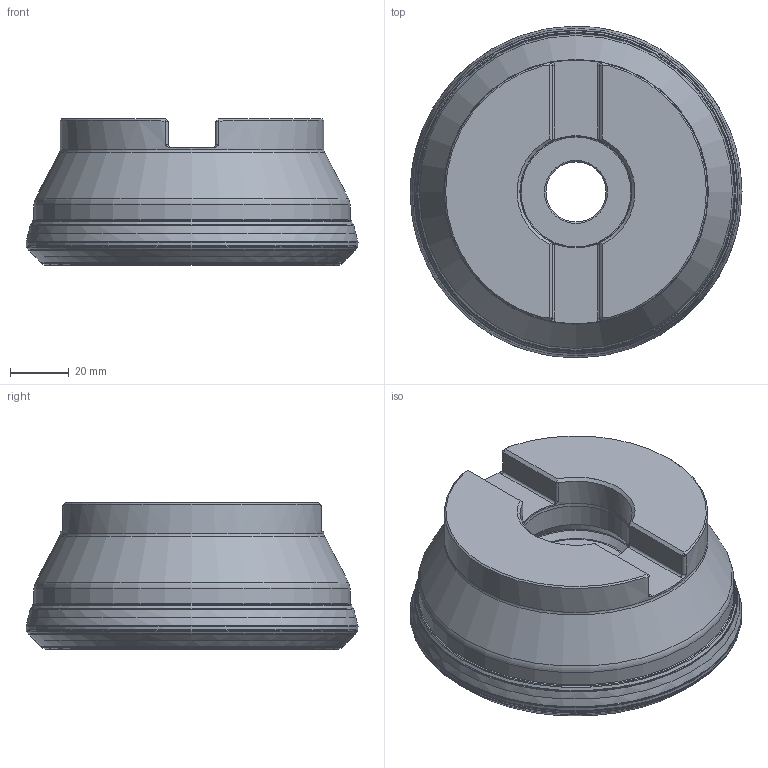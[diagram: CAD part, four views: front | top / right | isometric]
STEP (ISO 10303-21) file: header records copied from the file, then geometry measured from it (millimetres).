
FILE_DESCRIPTION(/* description */ (''),/* implementation_level */ '2;1');
FILE_NAME(/* name */ '400A10R_IS45HN09C_CF_115010760ndi000_00_SIM.stp',/* time_stamp */ '2020-01-15T09:16:05+01:00',/* author */ (''),/* organization */ (''),/* preprocessor_version */ 'ST-DEVELOPER v16.7',/* originating_system */ 'SIEMENS PLM Software NX 12.0',/* authorisation */ '');
FILE_SCHEMA (('AUTOMOTIVE_DESIGN { 1 0 10303 214 3 1 1 1 }'));
Length unit declared in the file: millimetre
Products named in the file (1): hc7206989FFA4xfv
Bounding box: 113.34 x 113.34 x 50 mm (x, y, z)
Volume: 399553.2 mm3; surface area: 51324.7 mm2
Topology: 2 solids, 2 shells, 160 faces, 368 edges, 206 vertices
Faces by surface type: revolution 78, cylinder 28, plane 18, cone 18, torus 18
Full cylindrical faces by diameter (mm): 20.5 x1, 36 x1, 38.108 x1, 38.3 x1, 90 x1, 107.908 x1
Entity records: 4499 total; most frequent: CARTESIAN_POINT 1443, DIRECTION 590, ORIENTED_EDGE 478, EDGE_LOOP 266, EDGE_CURVE 239, AXIS2_PLACEMENT_3D 230, FACE_BOUND 212, VERTEX_POINT 185
